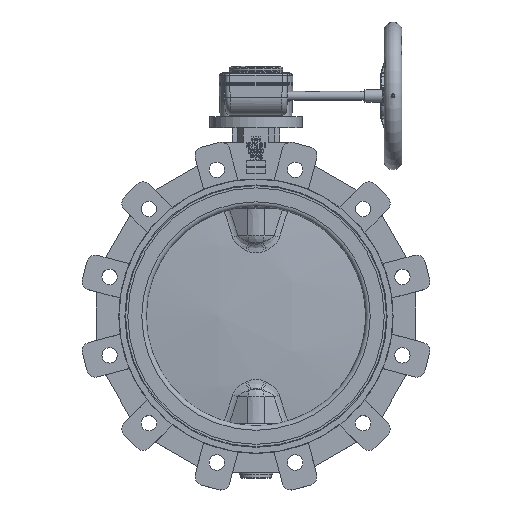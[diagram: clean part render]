
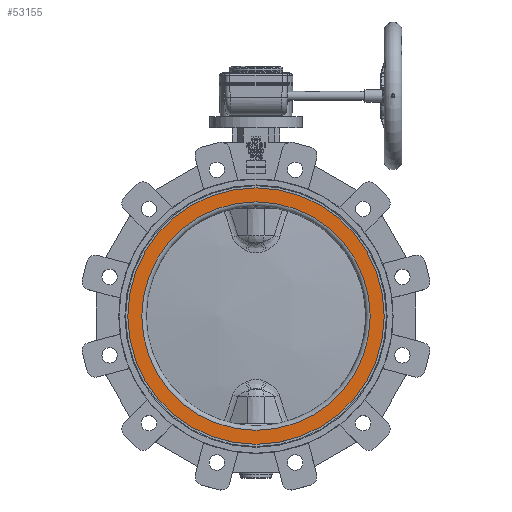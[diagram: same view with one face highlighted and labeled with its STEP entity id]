
A CAD part, top view. The second image highlights one B-rep face of the part: STEP entity #53155.
In plain terms, the highlighted planar face has unit normal (0, 0, 1).
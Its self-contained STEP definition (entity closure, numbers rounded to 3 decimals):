
#1939=PLANE('',#58425);
#2411=FACE_BOUND('',#9452,.T.);
#6246=FACE_OUTER_BOUND('',#9451,.T.);
#9451=EDGE_LOOP('',(#47796));
#9452=EDGE_LOOP('',(#47797));
#13780=CIRCLE('',#58337,154.55);
#13781=CIRCLE('',#58339,173.5);
#25230=VERTEX_POINT('',#188757);
#25231=VERTEX_POINT('',#188761);
#32764=EDGE_CURVE('',#25230,#25230,#13780,.T.);
#32765=EDGE_CURVE('',#25231,#25231,#13781,.T.);
#47796=ORIENTED_EDGE('',*,*,#32765,.T.);
#47797=ORIENTED_EDGE('',*,*,#32764,.F.);
#53155=ADVANCED_FACE('',(#6246,#2411),#1939,.F.);
#58337=AXIS2_PLACEMENT_3D('',#188759,#70910,#70911);
#58339=AXIS2_PLACEMENT_3D('',#188762,#70914,#70915);
#58425=AXIS2_PLACEMENT_3D('',#190379,#71329,#71330);
#70910=DIRECTION('center_axis',(0.,0.,1.));
#70911=DIRECTION('ref_axis',(1.,0.,0.));
#70914=DIRECTION('center_axis',(0.,0.,1.));
#70915=DIRECTION('ref_axis',(1.,0.,0.));
#71329=DIRECTION('center_axis',(0.,0.,-1.));
#71330=DIRECTION('ref_axis',(-1.,0.,0.));
#188757=CARTESIAN_POINT('',(-154.55,0.,40.));
#188759=CARTESIAN_POINT('Origin',(0.,0.,40.));
#188761=CARTESIAN_POINT('',(-173.5,0.,40.));
#188762=CARTESIAN_POINT('Origin',(0.,0.,40.));
#190379=CARTESIAN_POINT('Origin',(0.,154.55,40.));
